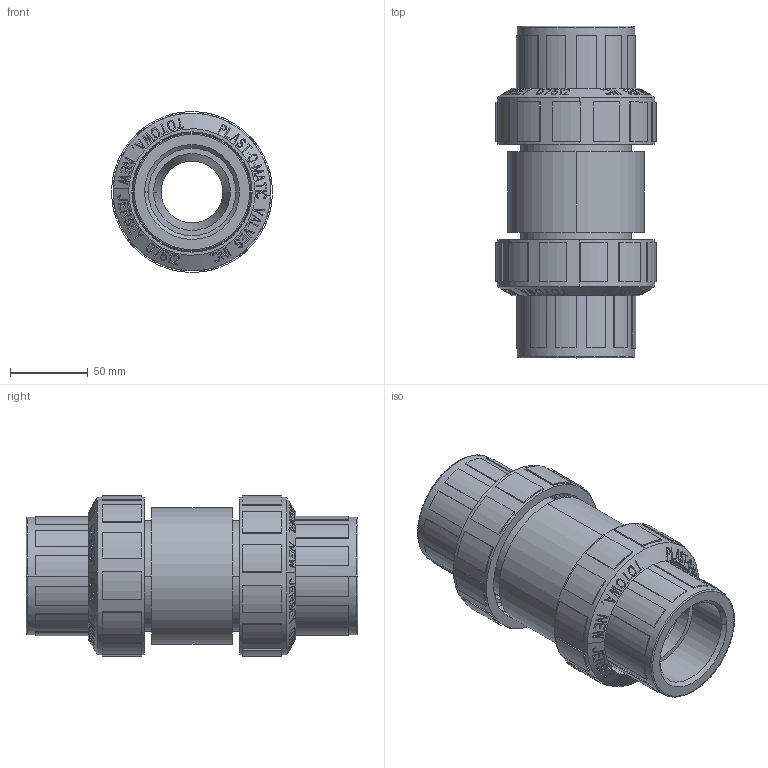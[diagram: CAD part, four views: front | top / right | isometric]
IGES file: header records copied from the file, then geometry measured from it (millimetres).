
Start section:  PTC IGES file: cks200_sw0001.igs
Global section: file name: cks200_sw0001.igs; native system: Creo Parametric by Parametric Technology Corporation; preprocessor: 2012230; author: Engineering; organization: Unknown; date: 20130313.145814; units: inch
Bounding box: 103.45 x 213.74 x 103.45 mm (x, y, z)
Surface area: 118442.7 mm2 (no closed solid volume)
Topology: 0 solids, 0 shells, 214 faces, 3956 edges, 3956 vertices
Faces by surface type: revolution 108, bspline 106
